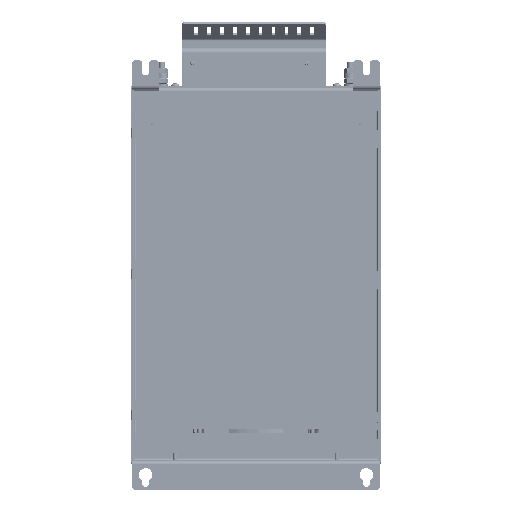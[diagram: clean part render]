
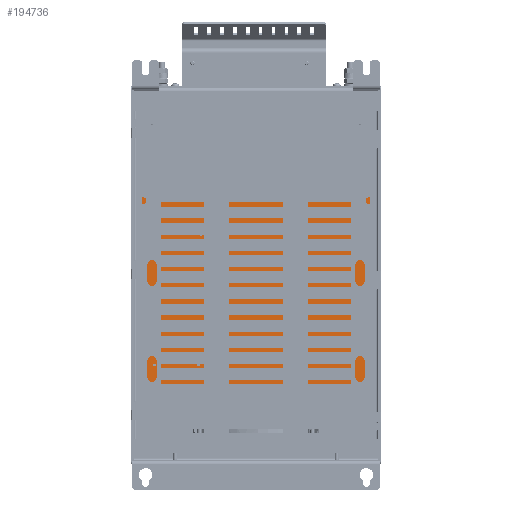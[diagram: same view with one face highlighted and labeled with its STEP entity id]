
A CAD part, top view. The second image highlights one B-rep face of the part: STEP entity #194736.
In plain terms, the highlighted planar face has unit normal (0, 0, 1).
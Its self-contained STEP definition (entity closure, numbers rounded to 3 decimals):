
#2589=PLANE('',#206673);
#8853=FACE_BOUND('',#21605,.T.);
#8854=FACE_BOUND('',#21606,.T.);
#8855=FACE_BOUND('',#21607,.T.);
#8856=FACE_BOUND('',#21608,.T.);
#10965=FACE_OUTER_BOUND('',#21604,.T.);
#21604=EDGE_LOOP('',(#135033,#135034,#135035,#135036));
#21605=EDGE_LOOP('',(#135037));
#21606=EDGE_LOOP('',(#135038));
#21607=EDGE_LOOP('',(#135039));
#21608=EDGE_LOOP('',(#135040));
#36788=LINE('',#276611,#56672);
#37109=LINE('',#277411,#56993);
#37395=LINE('',#278177,#57279);
#37415=LINE('',#278239,#57299);
#56672=VECTOR('',#224920,10.);
#56993=VECTOR('',#225693,10.);
#57279=VECTOR('',#226463,10.);
#57299=VECTOR('',#226523,10.);
#76031=CIRCLE('',#206645,1.23);
#76032=CIRCLE('',#206647,1.23);
#76033=CIRCLE('',#206649,1.23);
#76034=CIRCLE('',#206651,1.23);
#82234=VERTEX_POINT('',#276608);
#82235=VERTEX_POINT('',#276610);
#82487=VERTEX_POINT('',#277408);
#82488=VERTEX_POINT('',#277410);
#82726=VERTEX_POINT('',#278199);
#82727=VERTEX_POINT('',#278203);
#82728=VERTEX_POINT('',#278207);
#82729=VERTEX_POINT('',#278211);
#101980=EDGE_CURVE('',#82234,#82235,#36788,.T.);
#102391=EDGE_CURVE('',#82487,#82488,#37109,.T.);
#102785=EDGE_CURVE('',#82234,#82488,#37395,.T.);
#102797=EDGE_CURVE('',#82726,#82726,#76031,.T.);
#102799=EDGE_CURVE('',#82727,#82727,#76032,.T.);
#102801=EDGE_CURVE('',#82728,#82728,#76033,.T.);
#102803=EDGE_CURVE('',#82729,#82729,#76034,.T.);
#102814=EDGE_CURVE('',#82487,#82235,#37415,.T.);
#135033=ORIENTED_EDGE('',*,*,#101980,.F.);
#135034=ORIENTED_EDGE('',*,*,#102785,.T.);
#135035=ORIENTED_EDGE('',*,*,#102391,.F.);
#135036=ORIENTED_EDGE('',*,*,#102814,.T.);
#135037=ORIENTED_EDGE('',*,*,#102803,.T.);
#135038=ORIENTED_EDGE('',*,*,#102801,.T.);
#135039=ORIENTED_EDGE('',*,*,#102799,.T.);
#135040=ORIENTED_EDGE('',*,*,#102797,.T.);
#194736=ADVANCED_FACE('',(#10965,#8853,#8854,#8855,#8856),#2589,.F.);
#206645=AXIS2_PLACEMENT_3D('',#278201,#226488,#226489);
#206647=AXIS2_PLACEMENT_3D('',#278205,#226493,#226494);
#206649=AXIS2_PLACEMENT_3D('',#278209,#226498,#226499);
#206651=AXIS2_PLACEMENT_3D('',#278213,#226503,#226504);
#206673=AXIS2_PLACEMENT_3D('',#278284,#226571,#226572);
#224920=DIRECTION('',(0.,1.,0.));
#225693=DIRECTION('',(0.,-1.,0.));
#226463=DIRECTION('',(1.,0.,0.));
#226488=DIRECTION('center_axis',(0.,0.,
-1.));
#226489=DIRECTION('ref_axis',(0.,1.,0.));
#226493=DIRECTION('center_axis',(0.,0.,
-1.));
#226494=DIRECTION('ref_axis',(0.,1.,0.));
#226498=DIRECTION('center_axis',(0.,0.,
-1.));
#226499=DIRECTION('ref_axis',(0.,1.,0.));
#226503=DIRECTION('center_axis',(0.,0.,
-1.));
#226504=DIRECTION('ref_axis',(0.,1.,0.));
#226523=DIRECTION('',(-1.,0.,0.));
#226571=DIRECTION('center_axis',(0.,0.,
-1.));
#226572=DIRECTION('ref_axis',(0.,1.,0.));
#276608=CARTESIAN_POINT('',(-186.828,-657.746,273.223));
#276610=CARTESIAN_POINT('',(-186.828,-475.746,273.223));
#276611=CARTESIAN_POINT('',(-186.828,-700.246,273.223));
#277408=CARTESIAN_POINT('',(25.172,-475.746,273.223));
#277410=CARTESIAN_POINT('',(25.172,-657.746,273.223));
#277411=CARTESIAN_POINT('',(25.172,-400.246,273.223));
#278177=CARTESIAN_POINT('',(-195.828,-657.746,273.223));
#278199=CARTESIAN_POINT('',(-131.708,-514.131,273.223));
#278201=CARTESIAN_POINT('Origin',(-131.708,-512.901,273.223));
#278203=CARTESIAN_POINT('',(-134.248,-634.761,273.223));
#278205=CARTESIAN_POINT('Origin',(-134.248,-633.531,273.223));
#278207=CARTESIAN_POINT('',(-174.888,-634.761,273.223));
#278209=CARTESIAN_POINT('Origin',(-174.888,-633.531,273.223));
#278211=CARTESIAN_POINT('',(-172.348,-514.131,273.223));
#278213=CARTESIAN_POINT('Origin',(-172.348,-512.901,273.223));
#278239=CARTESIAN_POINT('',(-23.328,-475.746,273.223));
#278284=CARTESIAN_POINT('Origin',(-80.828,-565.246,273.223));
